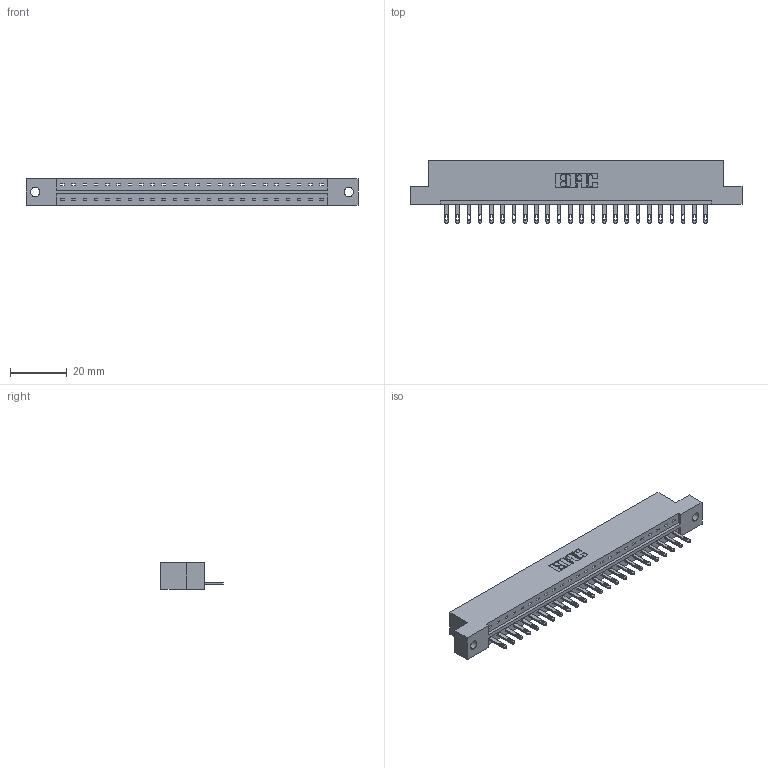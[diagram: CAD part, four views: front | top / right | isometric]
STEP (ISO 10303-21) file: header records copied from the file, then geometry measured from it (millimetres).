
FILE_DESCRIPTION (( 'STEP AP203' ), '1' );
FILE_NAME ('333-024-500-102.STEP', '2018-08-02T03:55:23', ( '' ), ( '' ), 'SwSTEP 2.0', 'SolidWorks 2016', '' );
FILE_SCHEMA (( 'CONFIG_CONTROL_DESIGN' ));
Length unit declared in the file: inch
Products named in the file (3): 345-292-001_345-293-100; 333-024-500-102; 333 Part_Flush - .128 Dia
Assembly tree (25 placements, depth 2):
  333-024-500-102
    333 Part_Flush - .128 Dia
    345-292-001_345-293-100  x24
Bounding box: 116.64 x 21.85 x 9.4 mm (x, y, z)
Volume: 11560.3 mm3; surface area: 12176.3 mm2
Topology: 25 solids, 25 shells, 1410 faces, 4343 edges, 2894 vertices
Faces by surface type: plane 934, cylinder 476
Entity records: 16933 total; most frequent: CARTESIAN_POINT 2930, ORIENTED_EDGE 2890, DIRECTION 2509, EDGE_CURVE 1445, LINE 1313, VECTOR 1313, VERTEX_POINT 962, AXIS2_PLACEMENT_3D 598
